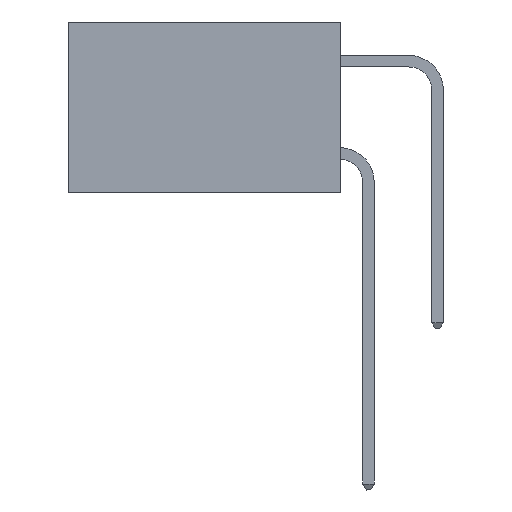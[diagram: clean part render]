
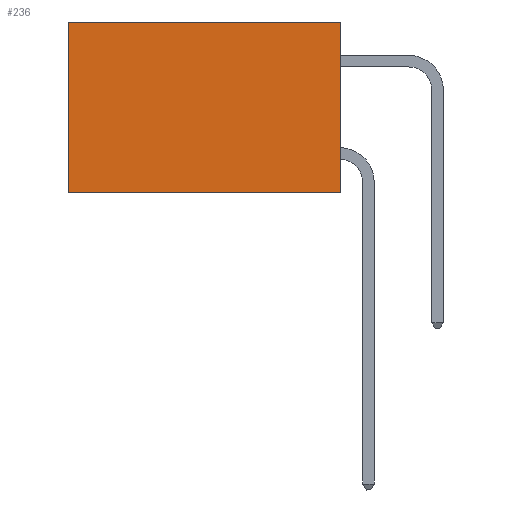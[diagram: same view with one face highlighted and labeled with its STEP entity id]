
A CAD part, left-side view. The second image highlights one B-rep face of the part: STEP entity #236.
In plain terms, the highlighted planar face has unit normal (-1, 0, 0).
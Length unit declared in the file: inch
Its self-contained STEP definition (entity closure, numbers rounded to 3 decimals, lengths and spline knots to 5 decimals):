
#236 = ADVANCED_FACE ( 'NONE', ( #15588 ), #5185, .F. ) ;
#398 = LINE ( 'NONE', #16574, #22168 ) ;
#964 = CARTESIAN_POINT ( 'NONE',  ( 0.277, 0.59, 0. ) ) ;
#4059 = VERTEX_POINT ( 'NONE', #5265 ) ;
#4835 = VECTOR ( 'NONE', #7155, 39.37008 ) ;
#5099 = CARTESIAN_POINT ( 'NONE',  ( 0.277, 0., -0.37 ) ) ;
#5185 = PLANE ( 'NONE',  #16193 ) ;
#5232 = DIRECTION ( 'NONE',  ( 0., 0., -1. ) ) ;
#5235 = DIRECTION ( 'NONE',  ( 1., 0., 0. ) ) ;
#5265 = CARTESIAN_POINT ( 'NONE',  ( 0.277, 0., 0. ) ) ;
#5884 = VECTOR ( 'NONE', #21651, 39.37008 ) ;
#5979 = DIRECTION ( 'NONE',  ( 0., 0., -1. ) ) ;
#6357 = EDGE_CURVE ( 'NONE', #4059, #14013, #398, .T. ) ;
#7155 = DIRECTION ( 'NONE',  ( 0., 1., 0. ) ) ;
#8380 = CARTESIAN_POINT ( 'NONE',  ( 0.277, 0., -0.37 ) ) ;
#9493 = VECTOR ( 'NONE', #5979, 39.37008 ) ;
#9601 = VERTEX_POINT ( 'NONE', #964 ) ;
#9667 = CARTESIAN_POINT ( 'NONE',  ( 0.277, 0., -0.37 ) ) ;
#9875 = EDGE_CURVE ( 'NONE', #4059, #9601, #14638, .T. ) ;
#9973 = ORIENTED_EDGE ( 'NONE', *, *, #6357, .F. ) ;
#12027 = VERTEX_POINT ( 'NONE', #20300 ) ;
#13559 = LINE ( 'NONE', #16388, #9493 ) ;
#13833 = EDGE_CURVE ( 'NONE', #9601, #12027, #13559, .T. ) ;
#14013 = VERTEX_POINT ( 'NONE', #8380 ) ;
#14244 = ORIENTED_EDGE ( 'NONE', *, *, #9875, .T. ) ;
#14638 = LINE ( 'NONE', #15830, #4835 ) ;
#15179 = EDGE_CURVE ( 'NONE', #14013, #12027, #19145, .T. ) ;
#15588 = FACE_OUTER_BOUND ( 'NONE', #21010, .T. ) ;
#15625 = DIRECTION ( 'NONE',  ( 0., 0., -1. ) ) ;
#15830 = CARTESIAN_POINT ( 'NONE',  ( 0.277, 0., 0. ) ) ;
#16193 = AXIS2_PLACEMENT_3D ( 'NONE', #5099, #5235, #5232 ) ;
#16388 = CARTESIAN_POINT ( 'NONE',  ( 0.277, 0.59, -0.37 ) ) ;
#16574 = CARTESIAN_POINT ( 'NONE',  ( 0.277, 0., -0.37 ) ) ;
#17404 = ORIENTED_EDGE ( 'NONE', *, *, #13833, .T. ) ;
#19145 = LINE ( 'NONE', #9667, #5884 ) ;
#20204 = ORIENTED_EDGE ( 'NONE', *, *, #15179, .F. ) ;
#20300 = CARTESIAN_POINT ( 'NONE',  ( 0.277, 0.59, -0.37 ) ) ;
#21010 = EDGE_LOOP ( 'NONE', ( #17404, #20204, #9973, #14244 ) ) ;
#21651 = DIRECTION ( 'NONE',  ( 0., 1., 0. ) ) ;
#22168 = VECTOR ( 'NONE', #15625, 39.37008 ) ;
